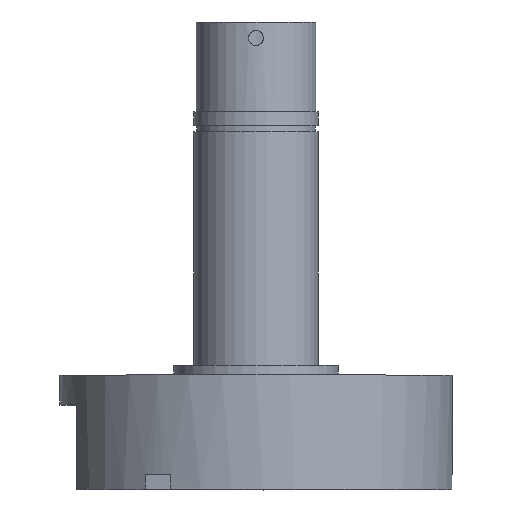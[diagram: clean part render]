
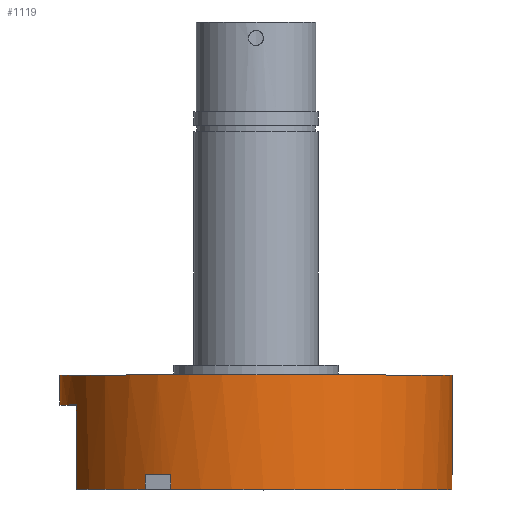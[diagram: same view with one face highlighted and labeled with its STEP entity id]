
A CAD part, top view. The second image highlights one B-rep face of the part: STEP entity #1119.
In plain terms, the highlighted cylindrical face has radius 39.5 mm (diameter 79 mm), a full revolution.
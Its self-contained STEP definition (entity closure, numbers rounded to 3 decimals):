
#109=FACE_OUTER_BOUND('',#177,.T.);
#177=EDGE_LOOP('',(#890,#891,#892,#893,#894,#895,#896,#897,#898,#899,#900,
#901,#902,#903,#904,#905,#906,#907,#908,#909));
#245=LINE('',#1860,#327);
#248=LINE('',#1869,#330);
#268=LINE('',#1928,#350);
#272=LINE('',#1938,#354);
#275=LINE('',#1945,#357);
#276=LINE('',#1949,#358);
#277=LINE('',#1953,#359);
#278=LINE('',#1957,#360);
#279=LINE('',#1961,#361);
#327=VECTOR('',#1441,10.);
#330=VECTOR('',#1448,10.);
#350=VECTOR('',#1500,10.);
#354=VECTOR('',#1510,10.);
#357=VECTOR('',#1517,39.5);
#358=VECTOR('',#1520,10.);
#359=VECTOR('',#1523,10.);
#360=VECTOR('',#1526,10.);
#361=VECTOR('',#1529,10.);
#420=CIRCLE('',#1229,39.5);
#421=CIRCLE('',#1230,39.5);
#430=CIRCLE('',#1247,39.5);
#431=CIRCLE('',#1248,39.5);
#432=CIRCLE('',#1249,39.5);
#433=CIRCLE('',#1250,39.5);
#434=CIRCLE('',#1251,39.5);
#435=CIRCLE('',#1252,39.5);
#436=CIRCLE('',#1253,39.5);
#437=CIRCLE('',#1254,39.5);
#507=VERTEX_POINT('',#1857);
#508=VERTEX_POINT('',#1859);
#511=VERTEX_POINT('',#1867);
#512=VERTEX_POINT('',#1868);
#517=VERTEX_POINT('',#1881);
#534=VERTEX_POINT('',#1925);
#535=VERTEX_POINT('',#1927);
#537=VERTEX_POINT('',#1935);
#538=VERTEX_POINT('',#1937);
#540=VERTEX_POINT('',#1943);
#541=VERTEX_POINT('',#1946);
#542=VERTEX_POINT('',#1948);
#543=VERTEX_POINT('',#1950);
#544=VERTEX_POINT('',#1952);
#545=VERTEX_POINT('',#1954);
#546=VERTEX_POINT('',#1956);
#547=VERTEX_POINT('',#1958);
#548=VERTEX_POINT('',#1960);
#631=EDGE_CURVE('',#508,#507,#245,.T.);
#635=EDGE_CURVE('',#511,#512,#248,.T.);
#642=EDGE_CURVE('',#507,#517,#420,.T.);
#643=EDGE_CURVE('',#517,#511,#421,.T.);
#665=EDGE_CURVE('',#535,#534,#268,.T.);
#670=EDGE_CURVE('',#538,#537,#272,.T.);
#673=EDGE_CURVE('',#540,#540,#430,.T.);
#674=EDGE_CURVE('',#540,#517,#275,.T.);
#675=EDGE_CURVE('',#541,#512,#431,.T.);
#676=EDGE_CURVE('',#541,#542,#276,.T.);
#677=EDGE_CURVE('',#542,#543,#432,.T.);
#678=EDGE_CURVE('',#543,#544,#277,.T.);
#679=EDGE_CURVE('',#545,#544,#433,.T.);
#680=EDGE_CURVE('',#545,#546,#278,.T.);
#681=EDGE_CURVE('',#546,#547,#434,.T.);
#682=EDGE_CURVE('',#547,#548,#279,.T.);
#683=EDGE_CURVE('',#535,#548,#435,.T.);
#684=EDGE_CURVE('',#534,#538,#436,.T.);
#685=EDGE_CURVE('',#508,#537,#437,.T.);
#890=ORIENTED_EDGE('',*,*,#673,.F.);
#891=ORIENTED_EDGE('',*,*,#674,.T.);
#892=ORIENTED_EDGE('',*,*,#643,.T.);
#893=ORIENTED_EDGE('',*,*,#635,.T.);
#894=ORIENTED_EDGE('',*,*,#675,.F.);
#895=ORIENTED_EDGE('',*,*,#676,.T.);
#896=ORIENTED_EDGE('',*,*,#677,.T.);
#897=ORIENTED_EDGE('',*,*,#678,.T.);
#898=ORIENTED_EDGE('',*,*,#679,.F.);
#899=ORIENTED_EDGE('',*,*,#680,.T.);
#900=ORIENTED_EDGE('',*,*,#681,.T.);
#901=ORIENTED_EDGE('',*,*,#682,.T.);
#902=ORIENTED_EDGE('',*,*,#683,.F.);
#903=ORIENTED_EDGE('',*,*,#665,.T.);
#904=ORIENTED_EDGE('',*,*,#684,.T.);
#905=ORIENTED_EDGE('',*,*,#670,.T.);
#906=ORIENTED_EDGE('',*,*,#685,.F.);
#907=ORIENTED_EDGE('',*,*,#631,.T.);
#908=ORIENTED_EDGE('',*,*,#642,.T.);
#909=ORIENTED_EDGE('',*,*,#674,.F.);
#1077=CYLINDRICAL_SURFACE('',#1246,39.5);
#1119=ADVANCED_FACE('',(#109),#1077,.T.);
#1229=AXIS2_PLACEMENT_3D('',#1882,#1458,#1459);
#1230=AXIS2_PLACEMENT_3D('',#1883,#1460,#1461);
#1246=AXIS2_PLACEMENT_3D('',#1942,#1513,#1514);
#1247=AXIS2_PLACEMENT_3D('',#1944,#1515,#1516);
#1248=AXIS2_PLACEMENT_3D('',#1947,#1518,#1519);
#1249=AXIS2_PLACEMENT_3D('',#1951,#1521,#1522);
#1250=AXIS2_PLACEMENT_3D('',#1955,#1524,#1525);
#1251=AXIS2_PLACEMENT_3D('',#1959,#1527,#1528);
#1252=AXIS2_PLACEMENT_3D('',#1962,#1530,#1531);
#1253=AXIS2_PLACEMENT_3D('',#1963,#1532,#1533);
#1254=AXIS2_PLACEMENT_3D('',#1964,#1534,#1535);
#1441=DIRECTION('',(0.,1.,0.));
#1448=DIRECTION('',(0.,-1.,0.));
#1458=DIRECTION('center_axis',(0.,1.,0.));
#1459=DIRECTION('ref_axis',(1.,0.,0.));
#1460=DIRECTION('center_axis',(0.,1.,0.));
#1461=DIRECTION('ref_axis',(1.,0.,0.));
#1500=DIRECTION('',(0.,1.,0.));
#1510=DIRECTION('',(0.,-1.,0.));
#1513=DIRECTION('center_axis',(0.,1.,0.));
#1514=DIRECTION('ref_axis',(1.,0.,0.));
#1515=DIRECTION('center_axis',(0.,1.,0.));
#1516=DIRECTION('ref_axis',(1.,0.,0.));
#1517=DIRECTION('',(0.,-1.,0.));
#1518=DIRECTION('center_axis',(0.,-1.,0.));
#1519=DIRECTION('ref_axis',(1.,0.,0.));
#1520=DIRECTION('',(0.,1.,0.));
#1521=DIRECTION('center_axis',(0.,1.,0.));
#1522=DIRECTION('ref_axis',(1.,0.,0.));
#1523=DIRECTION('',(0.,-1.,0.));
#1524=DIRECTION('center_axis',(0.,-1.,0.));
#1525=DIRECTION('ref_axis',(1.,0.,0.));
#1526=DIRECTION('',(0.,1.,0.));
#1527=DIRECTION('center_axis',(0.,1.,0.));
#1528=DIRECTION('ref_axis',(1.,0.,0.));
#1529=DIRECTION('',(0.,-1.,0.));
#1530=DIRECTION('center_axis',(0.,-1.,0.));
#1531=DIRECTION('ref_axis',(1.,0.,0.));
#1532=DIRECTION('center_axis',(0.,1.,0.));
#1533=DIRECTION('ref_axis',(1.,0.,0.));
#1534=DIRECTION('center_axis',(0.,-1.,0.));
#1535=DIRECTION('ref_axis',(1.,0.,0.));
#1857=CARTESIAN_POINT('',(-36.114,17.,-16.));
#1859=CARTESIAN_POINT('',(-36.114,0.,-16.));
#1860=CARTESIAN_POINT('',(-36.114,0.,-16.));
#1867=CARTESIAN_POINT('',(-36.114,17.,16.));
#1868=CARTESIAN_POINT('',(-36.114,0.,16.));
#1869=CARTESIAN_POINT('',(-36.114,0.,16.));
#1881=CARTESIAN_POINT('',(-39.5,17.,0.));
#1882=CARTESIAN_POINT('Origin',(0.,17.,0.));
#1883=CARTESIAN_POINT('Origin',(0.,17.,0.));
#1925=CARTESIAN_POINT('',(-17.095,3.,-35.609));
#1927=CARTESIAN_POINT('',(-17.095,0.,-35.609));
#1928=CARTESIAN_POINT('',(-17.095,0.,-35.609));
#1935=CARTESIAN_POINT('',(-22.291,0.,-32.609));
#1937=CARTESIAN_POINT('',(-22.291,3.,-32.609));
#1938=CARTESIAN_POINT('',(-22.291,0.,-32.609));
#1942=CARTESIAN_POINT('Origin',(0.,0.,0.));
#1943=CARTESIAN_POINT('',(-39.5,23.,0.));
#1944=CARTESIAN_POINT('Origin',(0.,23.,0.));
#1945=CARTESIAN_POINT('',(-39.5,0.,0.));
#1946=CARTESIAN_POINT('',(-22.291,0.,32.609));
#1947=CARTESIAN_POINT('Origin',(0.,0.,0.));
#1948=CARTESIAN_POINT('',(-22.291,3.,32.609));
#1949=CARTESIAN_POINT('',(-22.291,0.,32.609));
#1950=CARTESIAN_POINT('',(-17.095,3.,35.609));
#1951=CARTESIAN_POINT('Origin',(0.,3.,0.));
#1952=CARTESIAN_POINT('',(-17.095,0.,35.609));
#1953=CARTESIAN_POINT('',(-17.095,0.,35.609));
#1954=CARTESIAN_POINT('',(39.386,0.,3.));
#1955=CARTESIAN_POINT('Origin',(0.,0.,0.));
#1956=CARTESIAN_POINT('',(39.386,3.,3.));
#1957=CARTESIAN_POINT('',(39.386,0.,3.));
#1958=CARTESIAN_POINT('',(39.386,3.,-3.));
#1959=CARTESIAN_POINT('Origin',(0.,3.,0.));
#1960=CARTESIAN_POINT('',(39.386,0.,-3.));
#1961=CARTESIAN_POINT('',(39.386,0.,-3.));
#1962=CARTESIAN_POINT('Origin',(0.,0.,0.));
#1963=CARTESIAN_POINT('Origin',(0.,3.,0.));
#1964=CARTESIAN_POINT('Origin',(0.,0.,0.));
